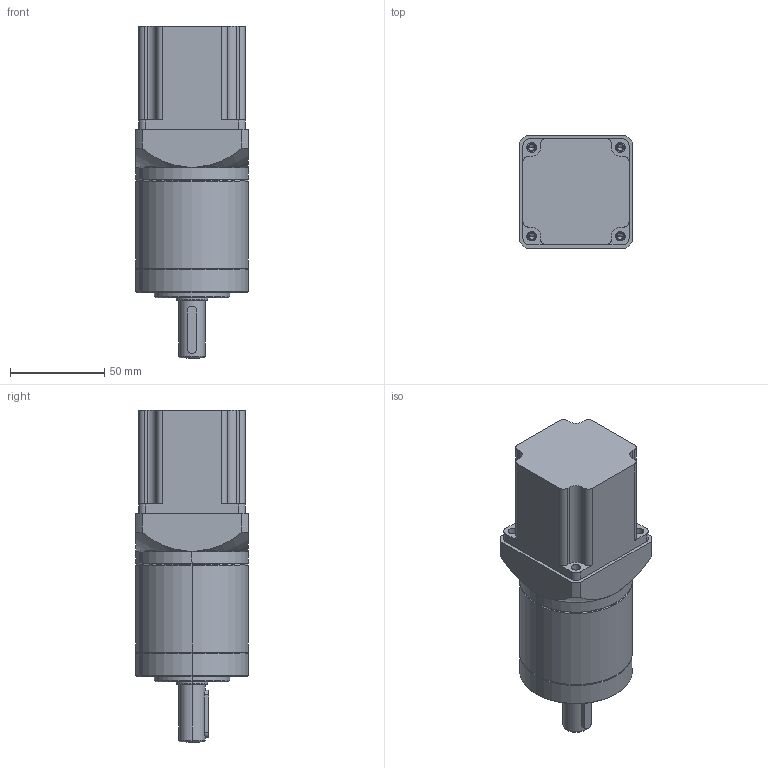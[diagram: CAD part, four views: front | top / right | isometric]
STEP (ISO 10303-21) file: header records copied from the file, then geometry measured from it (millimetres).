
FILE_DESCRIPTION (( 'STEP AP214' ), '1' );
FILE_NAME ('AM23HS84B0-PG20.STEP', '2016-07-18T07:22:30', ( 'jrww' ), ( 'jrww' ), 'SwSTEP 2.0', 'SolidWorks 2011', '' );
FILE_SCHEMA (( 'AUTOMOTIVE_DESIGN' ));
Length unit declared in the file: millimetre
Products named in the file (1): AM23HS84B0-PG20
Bounding box: 60 x 60 x 176.5 mm (x, y, z)
Volume: 408073.8 mm3; surface area: 48987.9 mm2
Topology: 2 solids, 2 shells, 188 faces, 448 edges, 267 vertices
Faces by surface type: cylinder 77, cone 61, plane 40, torus 6, sphere 4
Entity records: 5442 total; most frequent: DIRECTION 1009, CARTESIAN_POINT 979, ORIENTED_EDGE 860, EDGE_CURVE 430, AXIS2_PLACEMENT_3D 403, VERTEX_POINT 267, EDGE_LOOP 217, CIRCLE 214
